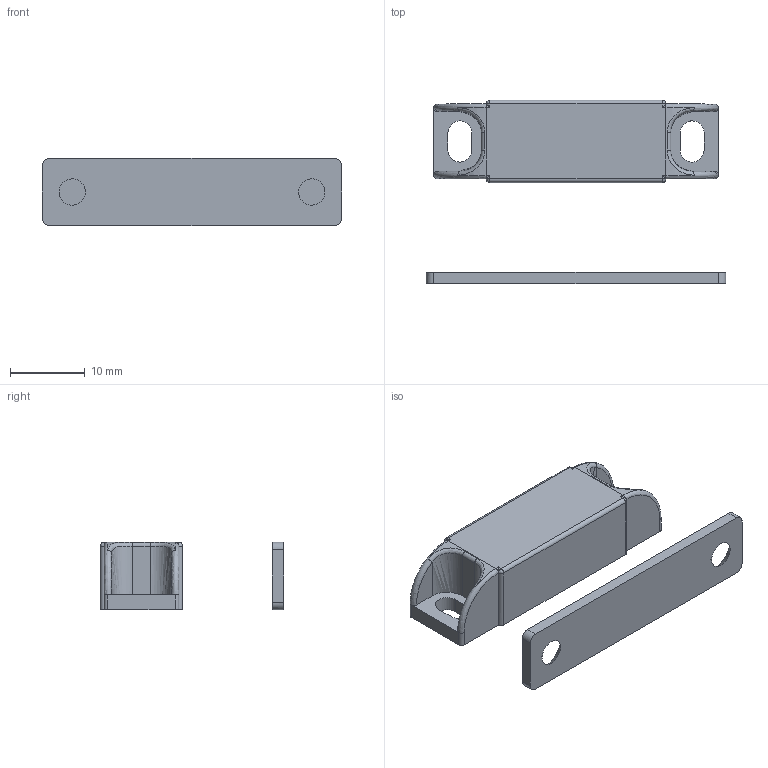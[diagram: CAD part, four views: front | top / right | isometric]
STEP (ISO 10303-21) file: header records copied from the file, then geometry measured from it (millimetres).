
FILE_DESCRIPTION((''),'2;1');
FILE_NAME('','2006-10-06T18:19:51',(''),(''),'','CADfix','');
FILE_SCHEMA(('AUTOMOTIVE_DESIGN'));
Length unit declared in the file: millimetre
Products named in the file (4): keeper; housing; cover; TL_344_2_12318_36
Assembly tree (3 placements, depth 2):
  TL_344_2_12318_36
    keeper
    housing
    cover
Bounding box: 40 x 24.5 x 9 mm (x, y, z)
Volume: 3336.9 mm3; surface area: 3238.3 mm2
Topology: 3 solids, 3 shells, 97 faces, 242 edges, 152 vertices
Faces by surface type: bspline 97
Entity records: 3515 total; most frequent: CARTESIAN_POINT 2048, ORIENTED_EDGE 484, EDGE_CURVE 242, VERTEX_POINT 152, QUASI_UNIFORM_CURVE 126, EDGE_LOOP 106, FACE_OUTER_BOUND 97, ADVANCED_FACE 97
